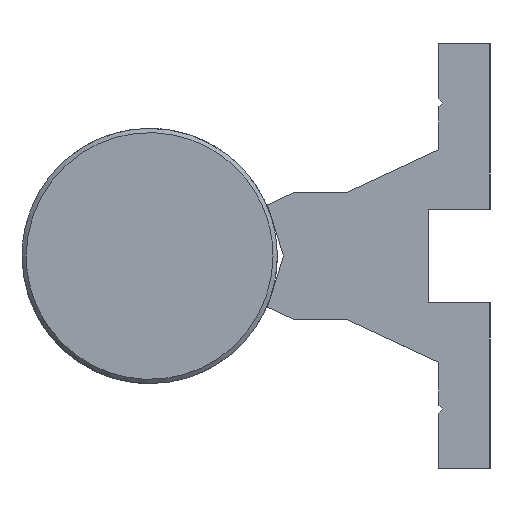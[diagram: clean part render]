
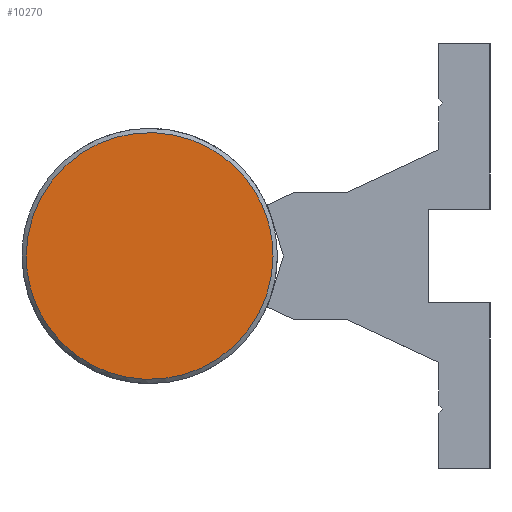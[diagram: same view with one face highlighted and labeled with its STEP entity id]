
A CAD part, left-side view. The second image highlights one B-rep face of the part: STEP entity #10270.
In plain terms, the highlighted free-form (B-spline) face has degree [1, 1] with [2, 2] control points.
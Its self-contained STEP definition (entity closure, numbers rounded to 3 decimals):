
#9750 = CARTESIAN_POINT ('', (0., 109., 0.));
#9760 = VERTEX_POINT ('', #9750);
#9820 = CARTESIAN_POINT ('', (0., 51., 0.));
#9830 = VERTEX_POINT ('', #9820);
#9840 = CARTESIAN_POINT ('', (0., 109., 0.));
#9850 = CARTESIAN_POINT ('', (0., 109., 58.));
#9860 = CARTESIAN_POINT ('', (0., 51., 58.));
#9870 = CARTESIAN_POINT ('', (0., 51., 0.));
#9880 = (
   BOUNDED_CURVE ()
   B_SPLINE_CURVE (3, (#9840, #9850, #9860, #9870), .UNSPECIFIED., .F., .U.)
   B_SPLINE_CURVE_WITH_KNOTS ((4, 4), (0., 1.), .UNSPECIFIED.)
   CURVE ()
   GEOMETRIC_REPRESENTATION_ITEM ()
   RATIONAL_B_SPLINE_CURVE ((1., 0.333, 0.333, 1.))
   REPRESENTATION_ITEM ('')
);
#9890 = EDGE_CURVE ('', #9760, #9830, #9880, .T.);
#9910 = CARTESIAN_POINT ('', (0., 51., 0.));
#9920 = CARTESIAN_POINT ('', (0., 51., -58.));
#9930 = CARTESIAN_POINT ('', (0., 109., -58.));
#9940 = CARTESIAN_POINT ('', (0., 109., 0.));
#9950 = (
   BOUNDED_CURVE ()
   B_SPLINE_CURVE (3, (#9910, #9920, #9930, #9940), .UNSPECIFIED., .F., .U.)
   B_SPLINE_CURVE_WITH_KNOTS ((4, 4), (0., 1.), .UNSPECIFIED.)
   CURVE ()
   GEOMETRIC_REPRESENTATION_ITEM ()
   RATIONAL_B_SPLINE_CURVE ((1., 0.333, 0.333, 1.))
   REPRESENTATION_ITEM ('')
);
#9960 = EDGE_CURVE ('', #9830, #9760, #9950, .T.);
#10180 = ORIENTED_EDGE ('', *, *, #9960, .F.);
#10190 = ORIENTED_EDGE ('', *, *, #9890, .F.);
#10200 = EDGE_LOOP ('', (#10180, #10190));
#10210 = FACE_OUTER_BOUND ('', #10200, .T.);
#10220 = CARTESIAN_POINT ('', (0., 50.652, 29.348));
#10230 = CARTESIAN_POINT ('', (0., 50.652, -29.348));
#10240 = CARTESIAN_POINT ('', (0., 109.348, 29.348));
#10250 = CARTESIAN_POINT ('', (0., 109.348, -29.348));
#10260 = B_SPLINE_SURFACE_WITH_KNOTS ('', 1, 1, ((#10220, #10230), (#10240, #10250)), .UNSPECIFIED., .F., .F., .U., (2, 2), (2, 2), (0., 1.), (0., 1.), .UNSPECIFIED.);
#10270 = ADVANCED_FACE ('', (#10210), #10260, .T.);
